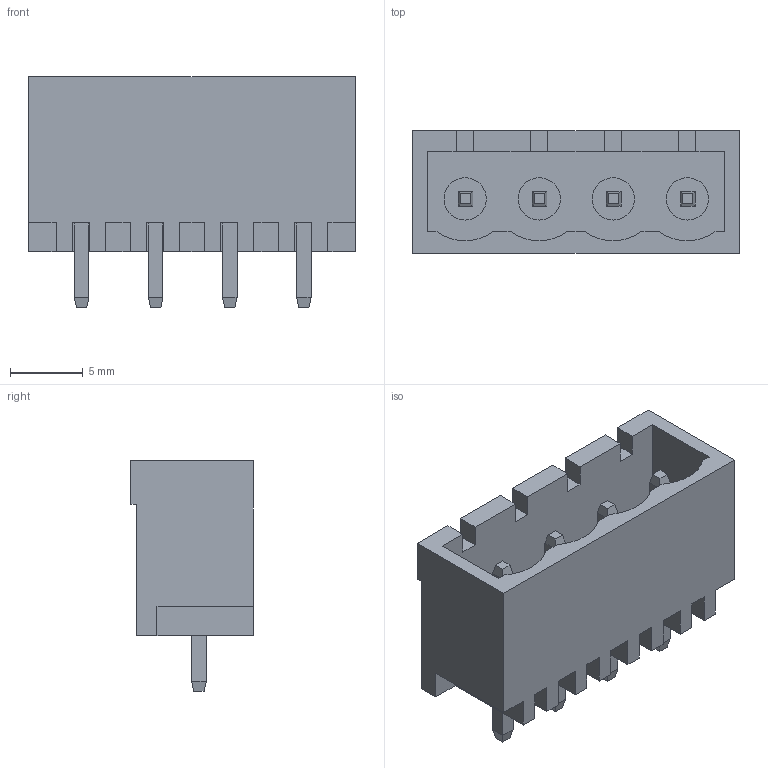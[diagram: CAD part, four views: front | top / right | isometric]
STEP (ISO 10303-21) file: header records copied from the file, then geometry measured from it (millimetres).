
FILE_DESCRIPTION(('FreeCAD Model'),'2;1');
FILE_NAME('terminal-block-male-straight-4-ways.step','2014-12-24T11:02:46',('FreeCAD'),('FreeCAD'), 'Open CASCADE STEP processor 6.7','FreeCAD','Unknown');
FILE_SCHEMA(('AUTOMOTIVE_DESIGN_CC2 { 1 2 10303 214 -1 1 5 4 }'));
Length unit declared in the file: millimetre
Products named in the file (1): terminal-block-male-straight-4-ways
Bounding box: 22.4 x 8.4 x 15.81 mm (x, y, z)
Volume: 1048.6 mm3; surface area: 2055.9 mm2
Topology: 5 solids, 5 shells, 134 faces, 328 edges, 208 vertices
Faces by surface type: plane 94, bspline 32, cylinder 8
Full cylindrical faces by diameter (mm): 2.9 x4
Entity records: 8971 total; most frequent: CARTESIAN_POINT 1663, DIRECTION 1058, LINE 816, VECTOR 816, ORIENTED_EDGE 656, PCURVE 656, DEFINITIONAL_REPRESENTATION 656, EDGE_CURVE 328
